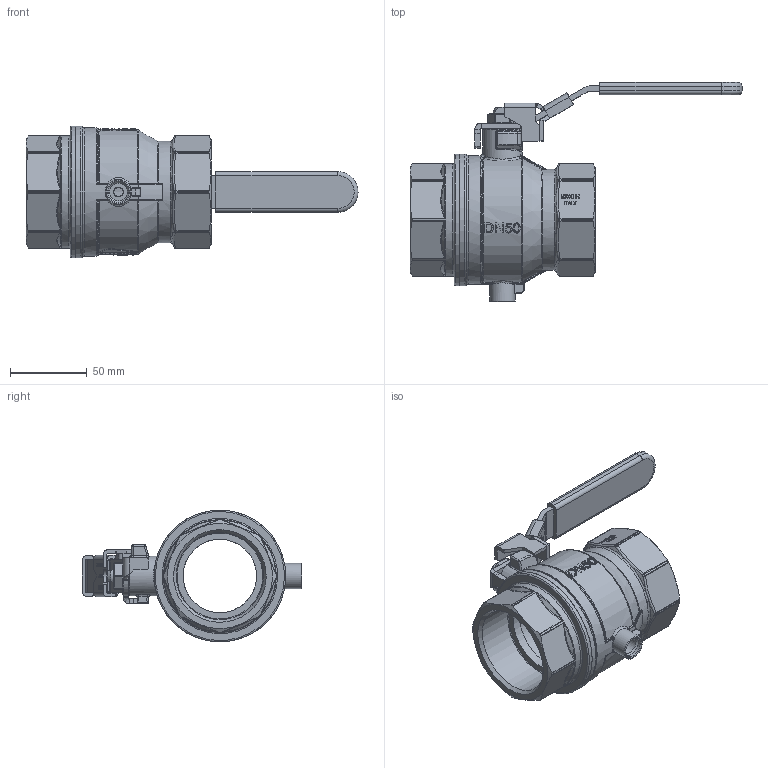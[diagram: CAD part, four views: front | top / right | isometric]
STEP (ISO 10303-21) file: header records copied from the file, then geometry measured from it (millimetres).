
FILE_DESCRIPTION(/* description */ (''),/* implementation_level */ '2;1');
FILE_NAME(/* name */ 'S93I00.stp',/* time_stamp */ '2020-07-21T10:10:12+02:00',/* author */ ('collas'),/* organization */ (''),/* preprocessor_version */ 'ST-DEVELOPER v17.2',/* originating_system */ 'Autodesk Inventor 2019',/* authorisation */ '');
FILE_SCHEMA (('AUTOMOTIVE_DESIGN { 1 0 10303 214 3 1 1 }'));
Products named in the file (11): S93I00; AV93I00; M93I00; PA6G09; O85I01; PBFA09; PBFI09; PBFI09_INSERTO; OBLF09; RIC_GRANDE_BLO_AZZ_NEUTRA; PDNF9S
Assembly tree (10 placements, depth 4):
  S93I00
    AV93I00
      M93I00
      PA6G09
      O85I01
    PBFA09
      PBFI09
        PBFI09_INSERTO
        OBLF09
      RIC_GRANDE_BLO_AZZ_NEUTRA
    PDNF9S
Bounding box: 216.65 x 142.92 x 86 mm (x, y, z)
Volume: 367271 mm3; surface area: 98580.8 mm2
Topology: 7 solids, 7 shells, 1527 faces, 3965 edges, 2532 vertices
Faces by surface type: plane 751, bspline 440, cylinder 196, cone 63, torus 48, sphere 29
Full cylindrical faces by diameter (mm): 6 x1, 7.5 x1, 10.75 x1, 11.5 x1, 12.95 x1, 13.5 x1, 16.5 x1, 26 x1, 48 x2, 57 x2, 66 x1, 73.5 x1, 78 x1, 84 x1, 86 x2
Entity records: 59296 total; most frequent: CARTESIAN_POINT 24134, ORIENTED_EDGE 7884, DIRECTION 6008, EDGE_CURVE 3942, VERTEX_POINT 2532, LINE 2238, VECTOR 2238, AXIS2_PLACEMENT_3D 1885
